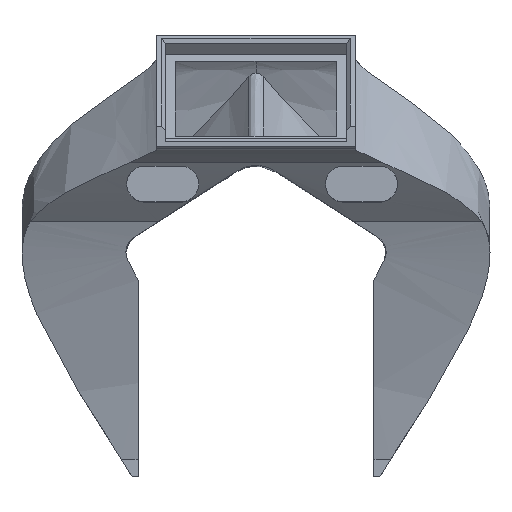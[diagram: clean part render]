
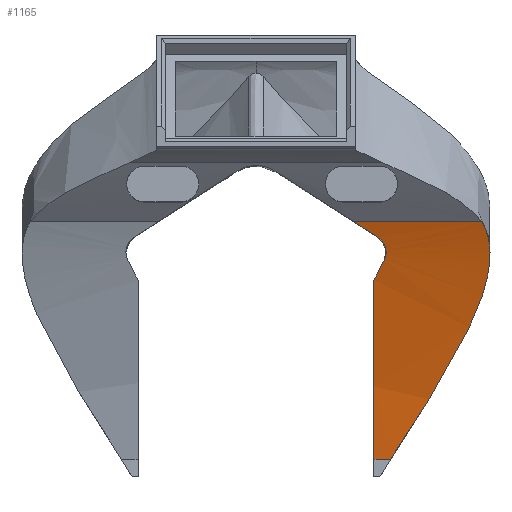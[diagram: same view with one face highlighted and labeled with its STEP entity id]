
A CAD part, top view. The second image highlights one B-rep face of the part: STEP entity #1165.
In plain terms, the highlighted free-form (B-spline) face has degree [3, 1] with [10, 2] control points.
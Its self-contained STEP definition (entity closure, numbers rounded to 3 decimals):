
#51=B_SPLINE_SURFACE_WITH_KNOTS('',3,1,((#3538,#3539),(#3540,#3541),(#3542,
#3543),(#3544,#3545),(#3546,#3547),(#3548,#3549),(#3550,#3551),(#3552,#3553),
(#3554,#3555),(#3556,#3557)),.UNSPECIFIED.,.F.,.F.,.F.,(4,3,3,4),(2,2),
(0.456,0.709,0.886,0.966),
(-4.5,1.5),.UNSPECIFIED.);
#87=B_SPLINE_CURVE_WITH_KNOTS('',3,(#2574,#2575,#2576,#2577,#2578,#2579,
#2580,#2581,#2582,#2583,#2584,#2585,#2586,#2587),.UNSPECIFIED.,.F.,.F.,
(4,2,2,2,2,2,4),(0.,0.262,0.606,1.205,
1.64,2.262,2.898),.UNSPECIFIED.);
#105=B_SPLINE_CURVE_WITH_KNOTS('',3,(#2853,#2854,#2855,#2856,#2857,#2858),
 .UNSPECIFIED.,.F.,.F.,(4,2,4),(-0.611,-0.204,-0.201),
 .UNSPECIFIED.);
#119=B_SPLINE_CURVE_WITH_KNOTS('',3,(#3077,#3078,#3079,#3080,#3081,#3082,
#3083,#3084,#3085,#3086),.UNSPECIFIED.,.F.,.F.,(4,2,2,2,4),(0.,0.085,
0.172,0.237,0.301),.UNSPECIFIED.);
#122=B_SPLINE_CURVE_WITH_KNOTS('',3,(#3121,#3122,#3123,#3124),
 .UNSPECIFIED.,.F.,.F.,(4,4),(-0.317,0.),.UNSPECIFIED.);
#136=B_SPLINE_CURVE_WITH_KNOTS('',3,(#3456,#3457,#3458,#3459,#3460,#3461),
 .UNSPECIFIED.,.F.,.F.,(4,2,4),(-3.051,-0.52,0.),
 .UNSPECIFIED.);
#196=FACE_OUTER_BOUND('',#263,.T.);
#263=EDGE_LOOP('',(#955,#956,#957,#958,#959,#960,#961));
#326=LINE('',#2664,#406);
#358=LINE('',#3558,#438);
#406=VECTOR('',#1316,10.);
#438=VECTOR('',#1356,10.);
#500=VERTEX_POINT('',#2556);
#501=VERTEX_POINT('',#2573);
#507=VERTEX_POINT('',#2659);
#517=VERTEX_POINT('',#2847);
#530=VERTEX_POINT('',#3072);
#532=VERTEX_POINT('',#3119);
#556=VERTEX_POINT('',#3455);
#633=EDGE_CURVE('',#500,#501,#87,.T.);
#640=EDGE_CURVE('',#507,#500,#326,.T.);
#653=EDGE_CURVE('',#507,#517,#105,.T.);
#669=EDGE_CURVE('',#530,#517,#119,.T.);
#673=EDGE_CURVE('',#530,#532,#122,.T.);
#704=EDGE_CURVE('',#532,#556,#136,.T.);
#717=EDGE_CURVE('',#556,#501,#358,.T.);
#955=ORIENTED_EDGE('',*,*,#653,.T.);
#956=ORIENTED_EDGE('',*,*,#669,.F.);
#957=ORIENTED_EDGE('',*,*,#673,.T.);
#958=ORIENTED_EDGE('',*,*,#704,.T.);
#959=ORIENTED_EDGE('',*,*,#717,.T.);
#960=ORIENTED_EDGE('',*,*,#633,.F.);
#961=ORIENTED_EDGE('',*,*,#640,.F.);
#1165=ADVANCED_FACE('',(#196),#51,.T.);
#1316=DIRECTION('',(1.,0.,0.));
#1356=DIRECTION('',(1.,0.,0.));
#2556=CARTESIAN_POINT('',(11.01,10.881,25.477));
#2573=CARTESIAN_POINT('',(0.87,-15.575,18.499));
#2574=CARTESIAN_POINT('Ctrl Pts',(11.01,10.881,25.477));
#2575=CARTESIAN_POINT('Ctrl Pts',(11.434,10.175,25.182));
#2576=CARTESIAN_POINT('Ctrl Pts',(11.697,9.404,24.889));
#2577=CARTESIAN_POINT('Ctrl Pts',(12.005,7.526,24.208));
#2578=CARTESIAN_POINT('Ctrl Pts',(11.949,6.417,23.833));
#2579=CARTESIAN_POINT('Ctrl Pts',(11.455,3.465,22.872));
#2580=CARTESIAN_POINT('Ctrl Pts',(10.729,1.489,22.274));
#2581=CARTESIAN_POINT('Ctrl Pts',(9.204,-1.842,21.326));
#2582=CARTESIAN_POINT('Ctrl Pts',(8.462,-3.27,20.938));
#2583=CARTESIAN_POINT('Ctrl Pts',(6.529,-6.701,20.058));
#2584=CARTESIAN_POINT('Ctrl Pts',(5.236,-8.759,19.573));
#2585=CARTESIAN_POINT('Ctrl Pts',(2.759,-12.602,18.806));
#2586=CARTESIAN_POINT('Ctrl Pts',(1.588,-14.391,18.534));
#2587=CARTESIAN_POINT('Ctrl Pts',(0.87,-15.575,18.499));
#2659=CARTESIAN_POINT('',(-3.286,10.881,25.477));
#2664=CARTESIAN_POINT('',(0.,10.881,25.477));
#2847=CARTESIAN_POINT('',(-0.588,9.155,24.801));
#2853=CARTESIAN_POINT('Ctrl Pts',(-3.286,10.881,25.477));
#2854=CARTESIAN_POINT('Ctrl Pts',(-2.228,10.187,25.188));
#2855=CARTESIAN_POINT('Ctrl Pts',(-1.697,9.839,25.055));
#2856=CARTESIAN_POINT('Ctrl Pts',(-0.604,9.165,24.805));
#2857=CARTESIAN_POINT('Ctrl Pts',(-0.596,9.16,24.803));
#2858=CARTESIAN_POINT('Ctrl Pts',(-0.588,9.155,24.801));
#3072=CARTESIAN_POINT('',(0.189,6.641,23.914));
#3077=CARTESIAN_POINT('Ctrl Pts',(0.189,6.641,23.914));
#3078=CARTESIAN_POINT('Ctrl Pts',(0.299,6.889,23.997));
#3079=CARTESIAN_POINT('Ctrl Pts',(0.357,7.155,24.088));
#3080=CARTESIAN_POINT('Ctrl Pts',(0.365,7.699,24.276));
#3081=CARTESIAN_POINT('Ctrl Pts',(0.312,7.972,24.372));
#3082=CARTESIAN_POINT('Ctrl Pts',(0.126,8.417,24.531));
#3083=CARTESIAN_POINT('Ctrl Pts',(0.017,8.594,24.595));
#3084=CARTESIAN_POINT('Ctrl Pts',(-0.252,8.909,24.71));
#3085=CARTESIAN_POINT('Ctrl Pts',(-0.41,9.045,24.76));
#3086=CARTESIAN_POINT('Ctrl Pts',(-0.588,9.155,24.801));
#3119=CARTESIAN_POINT('',(-1.001,4.362,23.168));
#3121=CARTESIAN_POINT('Ctrl Pts',(0.189,6.641,23.914));
#3122=CARTESIAN_POINT('Ctrl Pts',(-0.098,5.995,
23.695));
#3123=CARTESIAN_POINT('Ctrl Pts',(-0.49,5.245,23.448));
#3124=CARTESIAN_POINT('Ctrl Pts',(-1.001,4.362,23.168));
#3455=CARTESIAN_POINT('',(-1.001,-15.575,18.499));
#3456=CARTESIAN_POINT('Ctrl Pts',(-1.001,4.362,23.168));
#3457=CARTESIAN_POINT('Ctrl Pts',(-1.001,-0.154,
21.734));
#3458=CARTESIAN_POINT('Ctrl Pts',(-1.001,-5.655,20.226));
#3459=CARTESIAN_POINT('Ctrl Pts',(-1.001,-11.025,19.116));
#3460=CARTESIAN_POINT('Ctrl Pts',(-1.001,-13.842,18.55));
#3461=CARTESIAN_POINT('Ctrl Pts',(-1.001,-15.575,18.499));
#3538=CARTESIAN_POINT('Ctrl Pts',(-45.,10.881,25.477));
#3539=CARTESIAN_POINT('Ctrl Pts',(15.,10.881,25.477));
#3540=CARTESIAN_POINT('Ctrl Pts',(-45.,7.938,24.248));
#3541=CARTESIAN_POINT('Ctrl Pts',(15.,7.938,24.248));
#3542=CARTESIAN_POINT('Ctrl Pts',(-45.,2.607,22.534));
#3543=CARTESIAN_POINT('Ctrl Pts',(15.,2.607,22.534));
#3544=CARTESIAN_POINT('Ctrl Pts',(-45.,-2.609,21.122));
#3545=CARTESIAN_POINT('Ctrl Pts',(15.,-2.609,21.122));
#3546=CARTESIAN_POINT('Ctrl Pts',(-45.,-6.262,20.134));
#3547=CARTESIAN_POINT('Ctrl Pts',(15.,-6.262,20.134));
#3548=CARTESIAN_POINT('Ctrl Pts',(-45.,-9.875,19.288));
#3549=CARTESIAN_POINT('Ctrl Pts',(15.,-9.875,19.288));
#3550=CARTESIAN_POINT('Ctrl Pts',(-45.,-12.585,18.84));
#3551=CARTESIAN_POINT('Ctrl Pts',(15.,-12.585,18.84));
#3552=CARTESIAN_POINT('Ctrl Pts',(-45.,-13.797,18.64));
#3553=CARTESIAN_POINT('Ctrl Pts',(15.,-13.797,18.64));
#3554=CARTESIAN_POINT('Ctrl Pts',(-45.,-14.832,18.521));
#3555=CARTESIAN_POINT('Ctrl Pts',(15.,-14.832,18.521));
#3556=CARTESIAN_POINT('Ctrl Pts',(-45.,-15.575,18.499));
#3557=CARTESIAN_POINT('Ctrl Pts',(15.,-15.575,18.499));
#3558=CARTESIAN_POINT('',(0.,-15.575,18.499));
